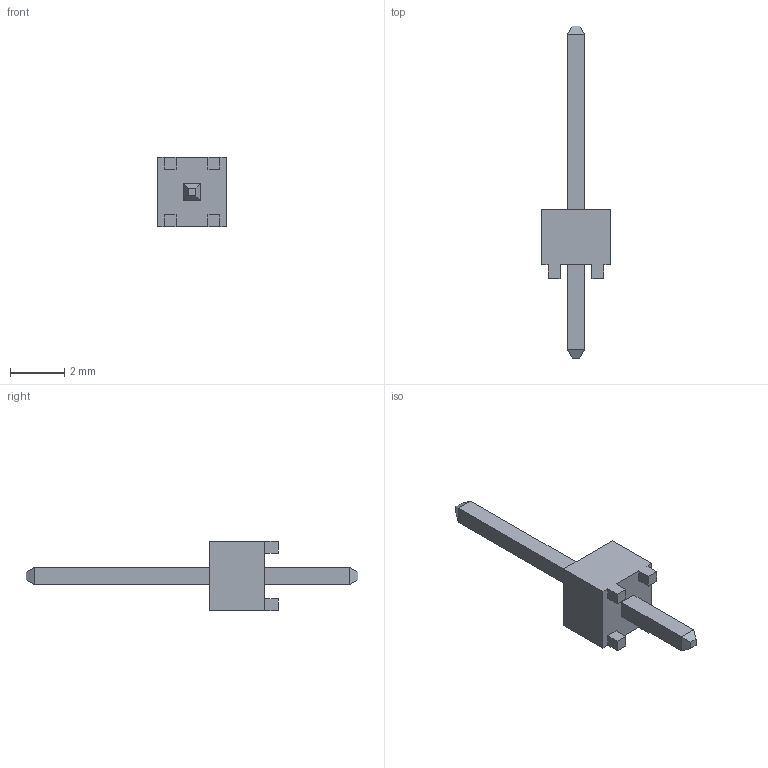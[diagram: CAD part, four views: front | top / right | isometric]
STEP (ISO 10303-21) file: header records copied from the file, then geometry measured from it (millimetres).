
FILE_DESCRIPTION(/* description */ ('STEP AP214'),/* implementation_level */ '2;1');
FILE_NAME(/* name */ 'TSW-101-24-T-S',/* time_stamp */ '2024-09-12T20:36:43+02:00',/* author */ ('License CC BY-ND 4.0'),/* organization */ ('CADENAS'),/* preprocessor_version */ 'ST-DEVELOPER v19.3',/* originating_system */ 'PARTsolutions',/* authorisation */ ' ');
FILE_SCHEMA (('AUTOMOTIVE_DESIGN {1 0 10303 214 3 1 1}'));
Length unit declared in the file: inch
Products named in the file (3): TSW-101-24-T-S; TSW-101-24-T-S_body; T-1S6-17-TSW-1-24-1-S
Assembly tree (2 placements, depth 2):
  TSW-101-24-T-S
    TSW-101-24-T-S_body
    T-1S6-17-TSW-1-24-1-S
Bounding box: 2.54 x 12.19 x 2.54 mm (x, y, z)
Volume: 17.5 mm3; surface area: 73.2 mm2
Topology: 2 solids, 2 shells, 50 faces, 124 edges, 80 vertices
Faces by surface type: plane 50
Entity records: 1526 total; most frequent: CARTESIAN_POINT 257, ORIENTED_EDGE 248, DIRECTION 230, EDGE_CURVE 124, LINE 124, VECTOR 124, VERTEX_POINT 80, EDGE_LOOP 54
